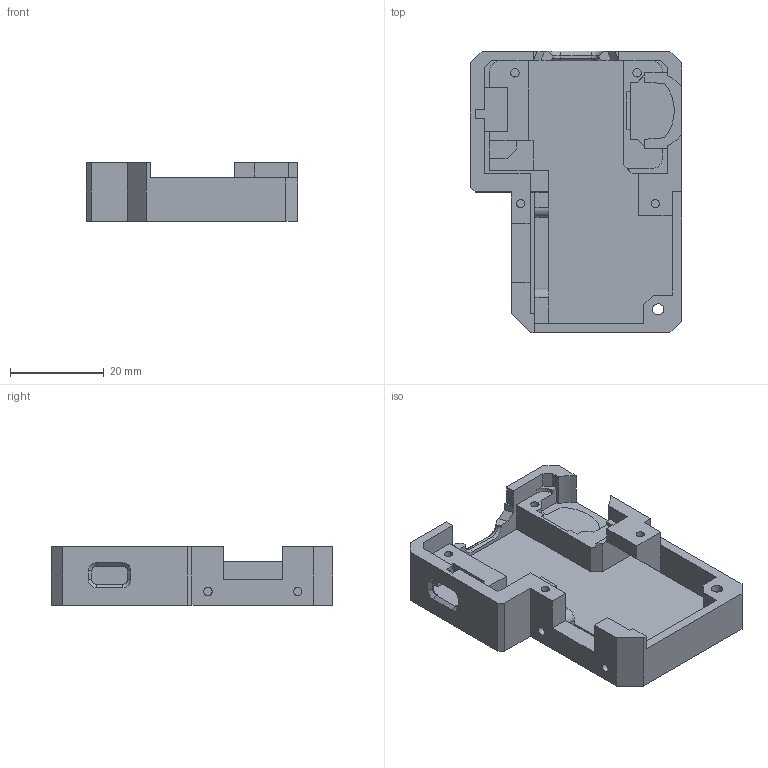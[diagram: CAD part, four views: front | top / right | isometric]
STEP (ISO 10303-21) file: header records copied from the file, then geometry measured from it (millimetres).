
FILE_DESCRIPTION(/* description */ (''),/* implementation_level */ '2;1');
FILE_NAME(/* name */ 'bottom_v6.step',/* time_stamp */ '2025-11-12T21:26:54+09:00',/* author */ (''),/* organization */ (''),/* preprocessor_version */ 'ST-DEVELOPER v20.1',/* originating_system */ 'Autodesk Translation Framework v14.21.0.0',/* authorisation */ '');
FILE_SCHEMA (('AUTOMOTIVE_DESIGN { 1 0 10303 214 3 1 1 }'));
Length unit declared in the file: millimetre
Products named in the file (1): MiMi-TaBu_v0.3
Bounding box: 45 x 60 x 12.56 mm (x, y, z)
Volume: 11138.9 mm3; surface area: 9724.5 mm2
Topology: 1 solids, 1 shells, 212 faces, 577 edges, 374 vertices
Faces by surface type: plane 173, cylinder 27, cone 12
Full cylindrical faces by diameter (mm): 1.8 x6, 2.4 x1, 4.2 x1, 5 x1
Entity records: 6645 total; most frequent: CARTESIAN_POINT 1180, ORIENTED_EDGE 1154, DIRECTION 1070, EDGE_CURVE 577, LINE 494, VECTOR 494, VERTEX_POINT 374, AXIS2_PLACEMENT_3D 288
